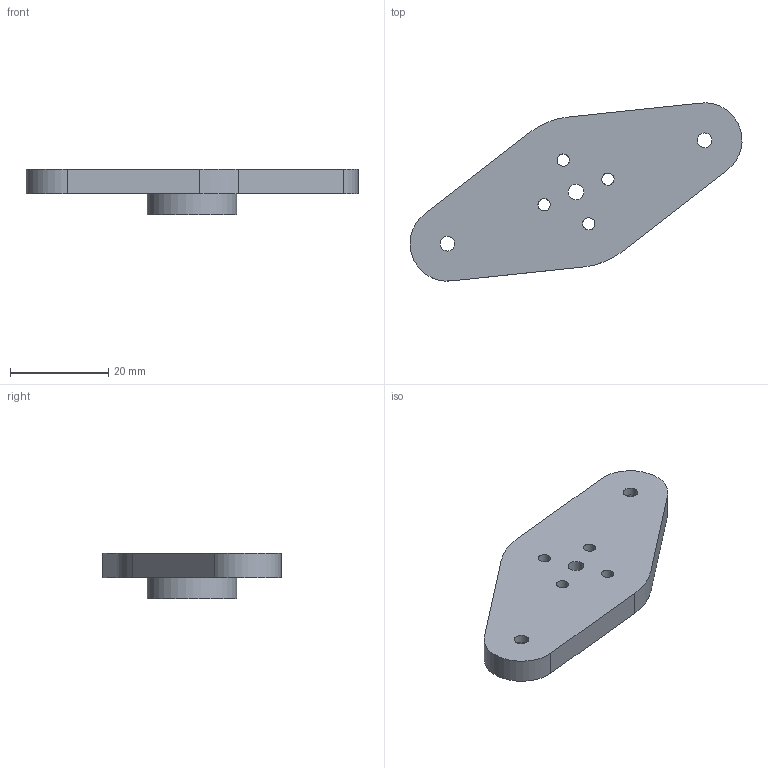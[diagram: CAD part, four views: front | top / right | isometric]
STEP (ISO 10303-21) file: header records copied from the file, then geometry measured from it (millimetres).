
FILE_DESCRIPTION(/* description */ (''),/* implementation_level */ '2;1');
FILE_NAME(/* name */ 'Claw Motor Driver.step',/* time_stamp */ '2025-09-14T20:56:12+08:00',/* author */ (''),/* organization */ (''),/* preprocessor_version */ 'ST-DEVELOPER v20.1',/* originating_system */ 'Autodesk Translation Framework v14.10.0.0',/* authorisation */ '');
FILE_SCHEMA (('AUTOMOTIVE_DESIGN { 1 0 10303 214 3 1 1 }'));
Length unit declared in the file: millimetre
Products named in the file (2): Hand; Driver
Assembly tree (1 placements, depth 2):
  Hand
    Driver
Bounding box: 67.63 x 36.28 x 9.3 mm (x, y, z)
Volume: 8334.7 mm3; surface area: 4579.5 mm2
Topology: 1 solids, 1 shells, 23 faces, 54 edges, 36 vertices
Faces by surface type: cylinder 14, plane 9
Full cylindrical faces by diameter (mm): 2.5 x4, 3 x2, 3.2 x1, 5.5 x2, 18.25 x1
Entity records: 778 total; most frequent: DIRECTION 134, CARTESIAN_POINT 116, ORIENTED_EDGE 108, EDGE_CURVE 54, AXIS2_PLACEMENT_3D 54, EDGE_LOOP 40, VERTEX_POINT 36, CIRCLE 28
